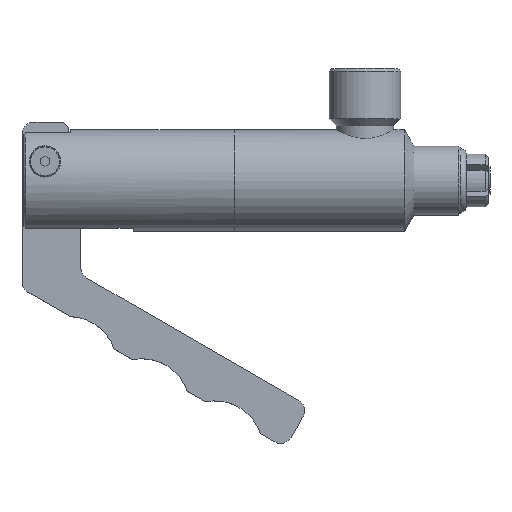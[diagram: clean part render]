
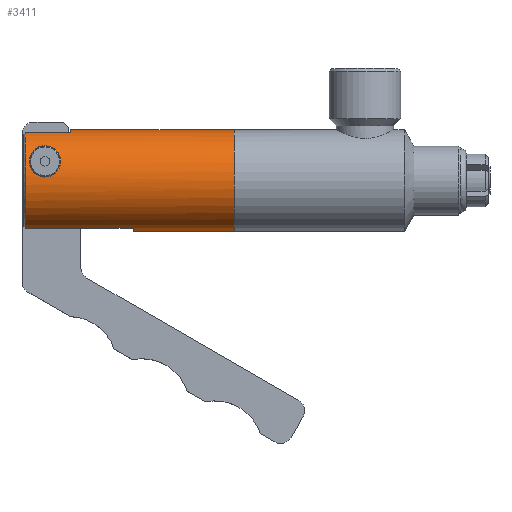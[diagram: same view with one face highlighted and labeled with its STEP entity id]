
A CAD part, top view. The second image highlights one B-rep face of the part: STEP entity #3411.
In plain terms, the highlighted cylindrical face has radius 13.462 mm (diameter 26.924 mm), a full revolution.
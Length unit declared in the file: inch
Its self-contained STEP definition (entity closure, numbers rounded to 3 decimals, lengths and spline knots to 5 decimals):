
#62=B_SPLINE_CURVE_WITH_KNOTS($,3,(#4819,#4820,#4821,#4822,#4823,#4824,
#4825,#4826,#4827,#4828,#4829,#4830,#4831,#4832,#4833,#4834,#4835,#4836,
#4837,#4838,#4839,#4840,#4841,#4842,#4843,#4844,#4845,#4846,#4847,#4848,
#4849,#4850,#4851,#4852),.UNSPECIFIED.,.T.,.F.,(4,2,2,2,2,2,2,2,2,2,2,2,
2,2,2,2,4),(0.,0.15668,0.31335,0.47644,0.63953,
0.82205,1.00457,1.16495,1.32534,1.48572,
1.64611,1.82862,2.01114,2.17423,2.33732,
2.494,2.65068),.UNSPECIFIED.);
#63=B_SPLINE_CURVE_WITH_KNOTS($,3,(#4855,#4856,#4857,#4858,#4859,#4860,
#4861,#4862,#4863,#4864,#4865,#4866,#4867,#4868,#4869,#4870,#4871,#4872,
#4873,#4874,#4875,#4876,#4877,#4878,#4879,#4880,#4881,#4882,#4883,#4884,
#4885,#4886,#4887,#4888),.UNSPECIFIED.,.T.,.F.,(4,2,2,2,2,2,2,2,2,2,2,2,
2,2,2,2,4),(0.,0.0905,0.18099,0.27693,0.37288,
0.47505,0.57722,0.66858,0.75994,
0.8513,0.94266,1.04483,1.147,1.24294,
1.33888,1.42938,1.51987),.UNSPECIFIED.);
#413=LINE($,#6181,#681);
#414=LINE($,#6183,#682);
#415=LINE($,#6187,#683);
#416=LINE($,#6191,#684);
#681=VECTOR($,#4551,0.475);
#682=VECTOR($,#4552,0.475);
#683=VECTOR($,#4555,1.125);
#684=VECTOR($,#4558,1.125);
#818=FACE_BOUND($,#1185,.T.);
#819=FACE_BOUND($,#1186,.T.);
#820=FACE_BOUND($,#1187,.T.);
#821=FACE_BOUND($,#1188,.T.);
#1185=EDGE_LOOP($,(#3129));
#1186=EDGE_LOOP($,(#3130));
#1187=EDGE_LOOP($,(#3131));
#1188=EDGE_LOOP($,(#3132,#3133,#3134,#3135,#3136,#3137,#3138,#3139));
#1337=CIRCLE($,#3708,0.53);
#1338=CIRCLE($,#3710,0.53);
#1339=CIRCLE($,#3711,0.53);
#1340=CIRCLE($,#3712,0.53);
#1341=CIRCLE($,#3713,0.53);
#1414=VERTEX_POINT($,#4818);
#1415=VERTEX_POINT($,#4854);
#1657=VERTEX_POINT($,#6169);
#1658=VERTEX_POINT($,#6170);
#1661=VERTEX_POINT($,#6178);
#1662=VERTEX_POINT($,#6180);
#1663=VERTEX_POINT($,#6182);
#1664=VERTEX_POINT($,#6184);
#1665=VERTEX_POINT($,#6186);
#1666=VERTEX_POINT($,#6188);
#1667=VERTEX_POINT($,#6190);
#1769=EDGE_CURVE($,#1414,#1414,#62,.T.);
#1770=EDGE_CURVE($,#1415,#1415,#63,.T.);
#2149=EDGE_CURVE($,#1657,#1658,#1337,.T.);
#2153=EDGE_CURVE($,#1661,#1661,#1338,.T.);
#2154=EDGE_CURVE($,#1662,#1657,#413,.T.);
#2155=EDGE_CURVE($,#1658,#1663,#414,.T.);
#2156=EDGE_CURVE($,#1663,#1664,#1339,.T.);
#2157=EDGE_CURVE($,#1664,#1665,#415,.T.);
#2158=EDGE_CURVE($,#1665,#1666,#1340,.T.);
#2159=EDGE_CURVE($,#1666,#1667,#416,.T.);
#2160=EDGE_CURVE($,#1667,#1662,#1341,.T.);
#3129=ORIENTED_EDGE($,*,*,#1769,.T.);
#3130=ORIENTED_EDGE($,*,*,#1770,.T.);
#3131=ORIENTED_EDGE($,*,*,#2153,.F.);
#3132=ORIENTED_EDGE($,*,*,#2154,.T.);
#3133=ORIENTED_EDGE($,*,*,#2149,.T.);
#3134=ORIENTED_EDGE($,*,*,#2155,.T.);
#3135=ORIENTED_EDGE($,*,*,#2156,.T.);
#3136=ORIENTED_EDGE($,*,*,#2157,.T.);
#3137=ORIENTED_EDGE($,*,*,#2158,.T.);
#3138=ORIENTED_EDGE($,*,*,#2159,.T.);
#3139=ORIENTED_EDGE($,*,*,#2160,.T.);
#3250=CYLINDRICAL_SURFACE($,#3709,0.53);
#3411=ADVANCED_FACE($,(#818,#819,#820,#821),#3250,.T.);
#3708=AXIS2_PLACEMENT_3D($,#6171,#4542,#4543);
#3709=AXIS2_PLACEMENT_3D($,#6177,#4547,#4548);
#3710=AXIS2_PLACEMENT_3D($,#6179,#4549,#4550);
#3711=AXIS2_PLACEMENT_3D($,#6185,#4553,#4554);
#3712=AXIS2_PLACEMENT_3D($,#6189,#4556,#4557);
#3713=AXIS2_PLACEMENT_3D($,#6192,#4559,#4560);
#4542=DIRECTION('center_axis',(1.,0.,0.));
#4543=DIRECTION('ref_axis',(0.,1.,0.));
#4547=DIRECTION('center_axis',(1.,0.,0.));
#4548=DIRECTION('ref_axis',(0.,1.,0.));
#4549=DIRECTION('center_axis',(1.,0.,0.));
#4550=DIRECTION('ref_axis',(0.,1.,0.));
#4551=DIRECTION($,(1.,0.,0.));
#4552=DIRECTION($,(-1.,0.,0.));
#4553=DIRECTION('center_axis',(1.,0.,0.));
#4554=DIRECTION('ref_axis',(0.,1.,0.));
#4555=DIRECTION($,(1.,0.,0.));
#4556=DIRECTION('center_axis',(1.,0.,0.));
#4557=DIRECTION('ref_axis',(0.,1.,0.));
#4558=DIRECTION($,(-1.,0.,0.));
#4559=DIRECTION('center_axis',(1.,0.,0.));
#4560=DIRECTION('ref_axis',(0.,1.,0.));
#4818=CARTESIAN_POINT('',(0.22,0.036,0.52878));
#4819=CARTESIAN_POINT('Ctrl Pts',(0.22,0.036,0.52878));
#4820=CARTESIAN_POINT('Ctrl Pts',(0.19944,0.036,0.52878));
#4821=CARTESIAN_POINT('Ctrl Pts',(0.17751,0.04011,
0.52855));
#4822=CARTESIAN_POINT('Ctrl Pts',(0.1372,0.05677,
0.52702));
#4823=CARTESIAN_POINT('Ctrl Pts',(0.11882,0.06932,
0.52565));
#4824=CARTESIAN_POINT('Ctrl Pts',(0.08926,0.09873,
0.52094));
#4825=CARTESIAN_POINT('Ctrl Pts',(0.07646,0.11769,
0.5172));
#4826=CARTESIAN_POINT('Ctrl Pts',(0.05984,0.15843,
0.50621));
#4827=CARTESIAN_POINT('Ctrl Pts',(0.056,0.18018,
0.49889));
#4828=CARTESIAN_POINT('Ctrl Pts',(0.056,0.22218,
0.48178));
#4829=CARTESIAN_POINT('Ctrl Pts',(0.06071,0.24507,
0.47054));
#4830=CARTESIAN_POINT('Ctrl Pts',(0.07879,0.28639,
0.4466));
#4831=CARTESIAN_POINT('Ctrl Pts',(0.09211,0.30485,0.43394));
#4832=CARTESIAN_POINT('Ctrl Pts',(0.12121,0.33224,0.41325));
#4833=CARTESIAN_POINT('Ctrl Pts',(0.13847,0.34384,0.40347));
#4834=CARTESIAN_POINT('Ctrl Pts',(0.1773,0.35973,0.38937));
#4835=CARTESIAN_POINT('Ctrl Pts',(0.19895,0.364,0.38523));
#4836=CARTESIAN_POINT('Ctrl Pts',(0.24105,0.364,0.38523));
#4837=CARTESIAN_POINT('Ctrl Pts',(0.2627,0.35973,0.38937));
#4838=CARTESIAN_POINT('Ctrl Pts',(0.30153,0.34384,0.40347));
#4839=CARTESIAN_POINT('Ctrl Pts',(0.31879,0.33224,0.41325));
#4840=CARTESIAN_POINT('Ctrl Pts',(0.34789,0.30485,0.43394));
#4841=CARTESIAN_POINT('Ctrl Pts',(0.36121,0.28639,0.4466));
#4842=CARTESIAN_POINT('Ctrl Pts',(0.37929,0.24507,0.47054));
#4843=CARTESIAN_POINT('Ctrl Pts',(0.384,0.22218,0.48178));
#4844=CARTESIAN_POINT('Ctrl Pts',(0.384,0.18018,0.49889));
#4845=CARTESIAN_POINT('Ctrl Pts',(0.38016,0.15843,0.50621));
#4846=CARTESIAN_POINT('Ctrl Pts',(0.36354,0.11769,0.5172));
#4847=CARTESIAN_POINT('Ctrl Pts',(0.35074,0.09873,0.52094));
#4848=CARTESIAN_POINT('Ctrl Pts',(0.32118,0.06932,
0.52565));
#4849=CARTESIAN_POINT('Ctrl Pts',(0.3028,0.05677,
0.52702));
#4850=CARTESIAN_POINT('Ctrl Pts',(0.26249,0.04011,
0.52855));
#4851=CARTESIAN_POINT('Ctrl Pts',(0.24056,0.036,0.52878));
#4852=CARTESIAN_POINT('Ctrl Pts',(0.22,0.036,0.52878));
#4854=CARTESIAN_POINT('',(0.22,0.105,-0.51949));
#4855=CARTESIAN_POINT('Ctrl Pts',(0.22,0.105,-0.51949));
#4856=CARTESIAN_POINT('Ctrl Pts',(0.23188,0.105,-0.51949));
#4857=CARTESIAN_POINT('Ctrl Pts',(0.24453,0.10737,-0.51903));
#4858=CARTESIAN_POINT('Ctrl Pts',(0.26776,0.11692,-0.51697));
#4859=CARTESIAN_POINT('Ctrl Pts',(0.27833,0.12411,-0.51533));
#4860=CARTESIAN_POINT('Ctrl Pts',(0.29549,0.141,-0.51098));
#4861=CARTESIAN_POINT('Ctrl Pts',(0.30296,0.15198,-0.50789));
#4862=CARTESIAN_POINT('Ctrl Pts',(0.31272,0.17565,-0.5002));
#4863=CARTESIAN_POINT('Ctrl Pts',(0.315,0.18834,-0.49557));
#4864=CARTESIAN_POINT('Ctrl Pts',(0.315,0.21242,-0.48576));
#4865=CARTESIAN_POINT('Ctrl Pts',(0.31244,0.22547,-0.47984));
#4866=CARTESIAN_POINT('Ctrl Pts',(0.30222,0.24932,-0.46788));
#4867=CARTESIAN_POINT('Ctrl Pts',(0.29458,0.26015,-0.46187));
#4868=CARTESIAN_POINT('Ctrl Pts',(0.27755,0.27639,-0.45231));
#4869=CARTESIAN_POINT('Ctrl Pts',(0.26734,0.28328,-0.44798));
#4870=CARTESIAN_POINT('Ctrl Pts',(0.24456,0.29259,-0.44195));
#4871=CARTESIAN_POINT('Ctrl Pts',(0.23199,0.295,-0.44031));
#4872=CARTESIAN_POINT('Ctrl Pts',(0.20801,0.295,-0.44031));
#4873=CARTESIAN_POINT('Ctrl Pts',(0.19544,0.29259,-0.44195));
#4874=CARTESIAN_POINT('Ctrl Pts',(0.17266,0.28328,-0.44798));
#4875=CARTESIAN_POINT('Ctrl Pts',(0.16245,0.27639,-0.45231));
#4876=CARTESIAN_POINT('Ctrl Pts',(0.14542,0.26015,-0.46187));
#4877=CARTESIAN_POINT('Ctrl Pts',(0.13778,0.24932,-0.46788));
#4878=CARTESIAN_POINT('Ctrl Pts',(0.12756,0.22547,-0.47984));
#4879=CARTESIAN_POINT('Ctrl Pts',(0.125,0.21242,-0.48576));
#4880=CARTESIAN_POINT('Ctrl Pts',(0.125,0.18834,-0.49557));
#4881=CARTESIAN_POINT('Ctrl Pts',(0.12728,0.17565,-0.5002));
#4882=CARTESIAN_POINT('Ctrl Pts',(0.13704,0.15198,-0.50789));
#4883=CARTESIAN_POINT('Ctrl Pts',(0.14451,0.141,-0.51098));
#4884=CARTESIAN_POINT('Ctrl Pts',(0.16167,0.12411,-0.51533));
#4885=CARTESIAN_POINT('Ctrl Pts',(0.17224,0.11692,-0.51697));
#4886=CARTESIAN_POINT('Ctrl Pts',(0.19547,0.10737,-0.51903));
#4887=CARTESIAN_POINT('Ctrl Pts',(0.20812,0.105,-0.51949));
#4888=CARTESIAN_POINT('Ctrl Pts',(0.22,0.105,-0.51949));
#6169=CARTESIAN_POINT('',(0.49,0.49939,-0.1775));
#6170=CARTESIAN_POINT('',(0.49,0.49939,0.1775));
#6171=CARTESIAN_POINT('Origin',(0.49,0.,0.));
#6177=CARTESIAN_POINT('Origin',(1.105,0.,0.));
#6178=CARTESIAN_POINT('',(2.195,0.53,0.));
#6179=CARTESIAN_POINT('Origin',(2.195,0.,0.));
#6180=CARTESIAN_POINT('',(0.015,0.49939,-0.1775));
#6181=CARTESIAN_POINT($,(1.105,0.49939,-0.1775));
#6182=CARTESIAN_POINT('',(0.015,0.49939,0.1775));
#6183=CARTESIAN_POINT($,(1.105,0.49939,0.1775));
#6184=CARTESIAN_POINT('',(0.015,-0.49939,0.1775));
#6185=CARTESIAN_POINT('Origin',(0.015,0.,0.));
#6186=CARTESIAN_POINT('',(1.14,-0.49939,0.1775));
#6187=CARTESIAN_POINT($,(1.105,-0.49939,0.1775));
#6188=CARTESIAN_POINT('',(1.14,-0.49939,-0.1775));
#6189=CARTESIAN_POINT('Origin',(1.14,0.,0.));
#6190=CARTESIAN_POINT('',(0.015,-0.49939,-0.1775));
#6191=CARTESIAN_POINT($,(1.105,-0.49939,-0.1775));
#6192=CARTESIAN_POINT('Origin',(0.015,0.,0.));
